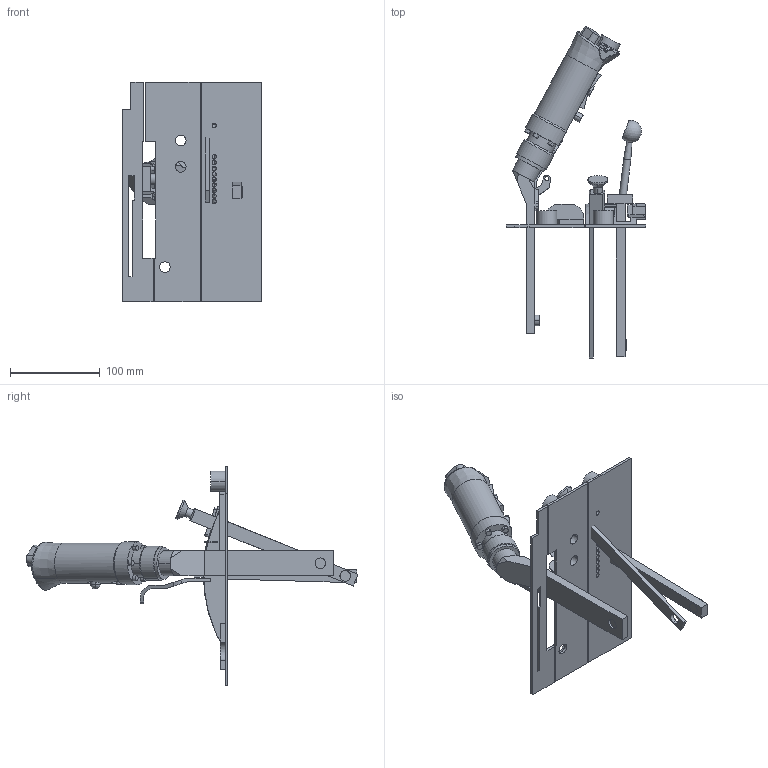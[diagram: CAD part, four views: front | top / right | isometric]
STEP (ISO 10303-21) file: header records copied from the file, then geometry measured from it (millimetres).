
FILE_DESCRIPTION(('FreeCAD Model'),'2;1');
FILE_NAME('Open CASCADE Shape Model','2025-05-23T11:59:09',(''),(''), 'Open CASCADE STEP processor 7.8','FreeCAD','Unknown');
FILE_SCHEMA(('AUTOMOTIVE_DESIGN { 1 0 10303 214 1 1 1 1 }'));
Length unit declared in the file: millimetre
Products named in the file (1): Greg Sabin Scale Model
Bounding box: 155.52 x 369.36 x 244.68 mm (x, y, z)
Volume: 602445.4 mm3; surface area: 181789.7 mm2
Topology: 10 solids, 10 shells, 385 faces, 950 edges, 616 vertices
Faces by surface type: plane 231, cylinder 119, bspline 21, cone 6, sphere 6, torus 2
Entity records: 19380 total; most frequent: CARTESIAN_POINT 10172, ORIENTED_EDGE 1896, DIRECTION 1794, EDGE_CURVE 948, VERTEX_POINT 616, LINE 604, VECTOR 604, AXIS2_PLACEMENT_3D 595
